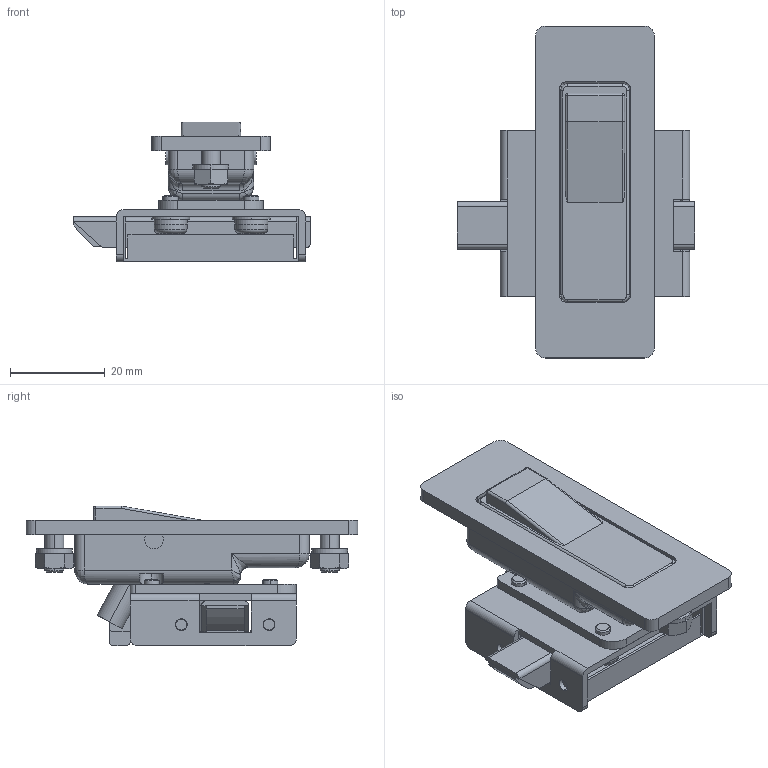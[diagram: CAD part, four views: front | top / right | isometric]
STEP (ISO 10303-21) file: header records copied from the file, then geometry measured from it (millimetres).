
FILE_DESCRIPTION (( 'STEP AP203' ), '1' );
FILE_NAME ('A-1750-4-2R.STEP', '2021-06-23T05:24:30', ( '' ), ( '' ), 'SwSTEP 2.0', 'SolidWorks 2018', '' );
FILE_SCHEMA (( 'CONFIG_CONTROL_DESIGN' ));
Length unit declared in the file: millimetre
Products named in the file (19): A-1750-4-2R_shaft pin_; A-1750-4-2R_latch case_; A-1750-4-2R_latch cover_; A-1750-4-2R_handle_; A-1750-4-2R_latch cover Assy_; A-1750-4-2R; A-1750-4-2R_handle Assy_; A-1750-4-2R_hex nut_ver1.05__M4ナット(SUS)1種_呼び径基準; A-1750-4-2R_latch_; A-1750-4-2R_spring lock washer_ver1.01__M4偽偹嵗嬥(SUS); A-1750-4-2R_latch lid_; A-1750-4-2R_cross-recessed head machine screw_ver1.05__M4x6十字穴付なべ小ねじ(SUS)ダブルセムス小形(P4)旧JIS; A-1750-4-2R_stopper plate base_; A-1750-4-2R_handle boss_; A-1750-4-2R_latch Assy_; A-1750-4-2R_body_; A-1750-4-2R_handle panel_; A-1750-4-2R_body Assy_; A-1750-4-2R_body panel__Assy—p
Assembly tree (22 placements, depth 3):
  A-1750-4-2R
    A-1750-4-2R_body Assy_
      A-1750-4-2R_body_
      A-1750-4-2R_body panel__Assy—p
    A-1750-4-2R_handle Assy_
      A-1750-4-2R_handle panel_
      A-1750-4-2R_handle_
      A-1750-4-2R_handle boss_
    A-1750-4-2R_shaft pin_
    A-1750-4-2R_latch Assy_
      A-1750-4-2R_latch case_
      A-1750-4-2R_latch_
    A-1750-4-2R_latch cover Assy_
      A-1750-4-2R_latch cover_
      A-1750-4-2R_latch lid_
    A-1750-4-2R_stopper plate base_
    A-1750-4-2R_hex nut_ver1.05__M4ナット(SUS)1種_呼び径基準  x2
    A-1750-4-2R_spring lock washer_ver1.01__M4偽偹嵗嬥(SUS)  x2
    A-1750-4-2R_cross-recessed head machine screw_ver1.05__M4x6十字穴付なべ小ねじ(SUS)ダブルセムス小形(P4)旧JIS  x3
Bounding box: 50 x 70 x 29.5 mm (x, y, z)
Volume: 14208.6 mm3; surface area: 28445.6 mm2
Topology: 18 solids, 18 shells, 691 faces, 1745 edges, 1086 vertices
Faces by surface type: plane 327, cylinder 264, cone 36, torus 30, sphere 18, bspline 16
Entity records: 20153 total; most frequent: CARTESIAN_POINT 4105, DIRECTION 3022, ORIENTED_EDGE 2842, EDGE_CURVE 1421, AXIS2_PLACEMENT_3D 1087, VERTEX_POINT 896, LINE 848, VECTOR 848
